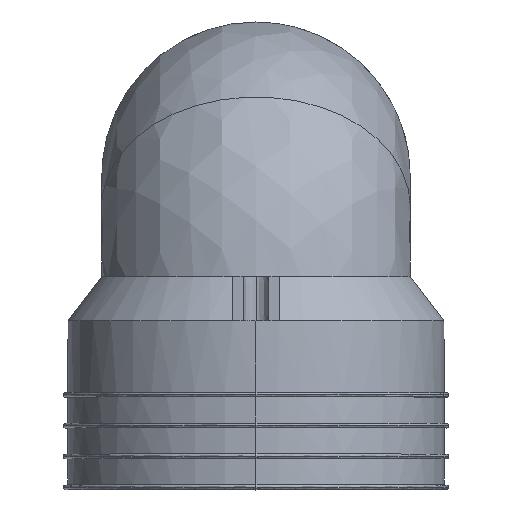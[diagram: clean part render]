
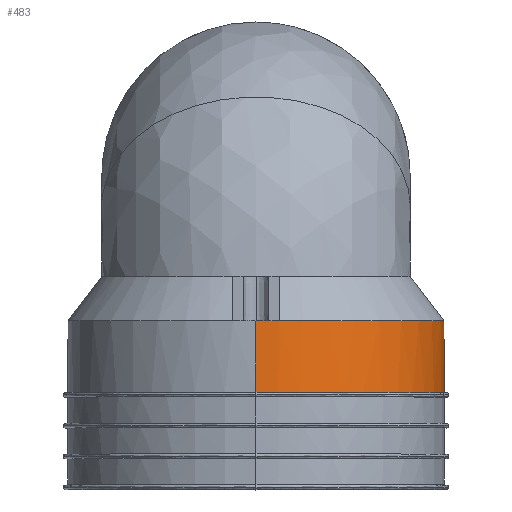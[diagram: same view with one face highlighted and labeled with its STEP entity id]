
A CAD part, top view. The second image highlights one B-rep face of the part: STEP entity #483.
In plain terms, the highlighted free-form (B-spline) face has degree [1, 8] with [2, 9] control points.
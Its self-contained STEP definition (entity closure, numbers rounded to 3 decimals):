
#483=ADVANCED_FACE('',(#601),#542,.F.);
#542=B_SPLINE_SURFACE_WITH_KNOTS('',1,8,((#2530,#2531,#2532,#2533,#2534,
#2535,#2536,#2537,#2538),(#2539,#2540,#2541,#2542,#2543,#2544,#2545,#2546,
#2547)),.UNSPECIFIED.,.F.,.F.,.F.,(2,2),(9,9),(0.,1.),(0.,1.),
 .UNSPECIFIED.);
#601=FACE_OUTER_BOUND('',#650,.T.);
#650=EDGE_LOOP('',(#758,#759,#760,#761,#762,#763,#764));
#758=ORIENTED_EDGE('',*,*,#1262,.F.);
#759=ORIENTED_EDGE('',*,*,#1263,.F.);
#760=ORIENTED_EDGE('',*,*,#1264,.F.);
#761=ORIENTED_EDGE('',*,*,#1265,.F.);
#762=ORIENTED_EDGE('',*,*,#1239,.T.);
#763=ORIENTED_EDGE('',*,*,#1261,.T.);
#764=ORIENTED_EDGE('',*,*,#1266,.F.);
#1092=VERTEX_POINT('',#2186);
#1093=VERTEX_POINT('',#2191);
#1110=VERTEX_POINT('',#2470);
#1111=VERTEX_POINT('',#2500);
#1112=VERTEX_POINT('',#2501);
#1113=VERTEX_POINT('',#2512);
#1114=VERTEX_POINT('',#2523);
#1239=EDGE_CURVE('',#1093,#1092,#1437,.T.);
#1261=EDGE_CURVE('',#1092,#1110,#1459,.T.);
#1262=EDGE_CURVE('',#1111,#1112,#1460,.T.);
#1263=EDGE_CURVE('',#1113,#1111,#1461,.T.);
#1264=EDGE_CURVE('',#1114,#1113,#1462,.T.);
#1265=EDGE_CURVE('',#1093,#1114,#1463,.T.);
#1266=EDGE_CURVE('',#1112,#1110,#1464,.T.);
#1437=B_SPLINE_CURVE_WITH_KNOTS('',3,(#2187,#2188,#2189,#2190),
 .UNSPECIFIED.,.F.,.F.,(4,4),(0.,1.),.UNSPECIFIED.);
#1459=B_SPLINE_CURVE_WITH_KNOTS('',8,(#2471,#2472,#2473,#2474,#2475,#2476,
#2477,#2478,#2479),.UNSPECIFIED.,.F.,.F.,(9,9),(0.,1.),.UNSPECIFIED.);
#1460=B_SPLINE_CURVE_WITH_KNOTS('',1,(#2498,#2499),.UNSPECIFIED.,.F.,.F.,
(2,2),(0.,1.),.UNSPECIFIED.);
#1461=B_SPLINE_CURVE_WITH_KNOTS('',3,(#2502,#2503,#2504,#2505,#2506,#2507,
#2508,#2509,#2510,#2511),.UNSPECIFIED.,.F.,.F.,(4,2,2,2,4),(0.,0.25,0.5,
0.75,1.),.UNSPECIFIED.);
#1462=B_SPLINE_CURVE_WITH_KNOTS('',3,(#2513,#2514,#2515,#2516,#2517,#2518,
#2519,#2520,#2521,#2522),.UNSPECIFIED.,.F.,.F.,(4,2,2,2,4),(0.,0.25,0.5,
0.75,1.),.UNSPECIFIED.);
#1463=B_SPLINE_CURVE_WITH_KNOTS('',1,(#2524,#2525),.UNSPECIFIED.,.F.,.F.,
(2,2),(0.,1.),.UNSPECIFIED.);
#1464=B_SPLINE_CURVE_WITH_KNOTS('',3,(#2526,#2527,#2528,#2529),
 .UNSPECIFIED.,.F.,.F.,(4,4),(0.,1.),.UNSPECIFIED.);
#2186=CARTESIAN_POINT('',(16.95,-27.04,214.75));
#2187=CARTESIAN_POINT('',(0.001,-30.,212.348));
#2188=CARTESIAN_POINT('',(5.749,-30.,212.348));
#2189=CARTESIAN_POINT('',(11.473,-29.013,213.165));
#2190=CARTESIAN_POINT('',(16.95,-27.04,214.75));
#2191=CARTESIAN_POINT('',(0.001,-30.,212.348));
#2470=CARTESIAN_POINT('',(7.501,-27.04,333.886));
#2471=CARTESIAN_POINT('',(16.95,-27.04,214.75));
#2472=CARTESIAN_POINT('',(36.996,-27.04,220.548));
#2473=CARTESIAN_POINT('',(54.776,-27.04,234.183));
#2474=CARTESIAN_POINT('',(66.714,-27.04,254.621));
#2475=CARTESIAN_POINT('',(69.802,-27.04,278.882));
#2476=CARTESIAN_POINT('',(62.927,-27.04,302.361));
#2477=CARTESIAN_POINT('',(47.918,-27.04,320.657));
#2478=CARTESIAN_POINT('',(28.211,-27.04,331.321));
#2479=CARTESIAN_POINT('',(7.501,-27.04,333.886));
#2498=CARTESIAN_POINT('',(0.001,-50.25,334.349));
#2499=CARTESIAN_POINT('',(0.001,-27.04,334.349));
#2500=CARTESIAN_POINT('',(0.001,-50.25,334.349));
#2501=CARTESIAN_POINT('',(0.001,-27.04,334.349));
#2502=CARTESIAN_POINT('',(61.002,-50.25,273.349));
#2503=CARTESIAN_POINT('',(61.002,-50.25,281.438));
#2504=CARTESIAN_POINT('',(59.454,-50.25,289.219));
#2505=CARTESIAN_POINT('',(53.263,-50.25,304.166));
#2506=CARTESIAN_POINT('',(48.855,-50.25,310.763));
#2507=CARTESIAN_POINT('',(37.415,-50.25,322.202));
#2508=CARTESIAN_POINT('',(30.818,-50.25,326.61));
#2509=CARTESIAN_POINT('',(15.871,-50.25,332.801));
#2510=CARTESIAN_POINT('',(8.09,-50.25,334.349));
#2511=CARTESIAN_POINT('',(0.001,-50.25,334.349));
#2512=CARTESIAN_POINT('',(61.002,-50.25,273.349));
#2513=CARTESIAN_POINT('',(0.001,-50.25,212.348));
#2514=CARTESIAN_POINT('',(8.09,-50.25,212.348));
#2515=CARTESIAN_POINT('',(15.871,-50.25,213.896));
#2516=CARTESIAN_POINT('',(30.818,-50.25,220.087));
#2517=CARTESIAN_POINT('',(37.415,-50.25,224.495));
#2518=CARTESIAN_POINT('',(48.855,-50.25,235.934));
#2519=CARTESIAN_POINT('',(53.263,-50.25,242.531));
#2520=CARTESIAN_POINT('',(59.454,-50.25,257.478));
#2521=CARTESIAN_POINT('',(61.002,-50.25,265.259));
#2522=CARTESIAN_POINT('',(61.002,-50.25,273.349));
#2523=CARTESIAN_POINT('',(0.001,-50.25,212.348));
#2524=CARTESIAN_POINT('',(0.001,-30.,212.348));
#2525=CARTESIAN_POINT('',(0.001,-50.25,212.348));
#2526=CARTESIAN_POINT('',(0.001,-27.04,334.349));
#2527=CARTESIAN_POINT('',(2.51,-27.04,334.349));
#2528=CARTESIAN_POINT('',(5.011,-27.04,334.195));
#2529=CARTESIAN_POINT('',(7.501,-27.04,333.886));
#2530=CARTESIAN_POINT('',(0.001,-27.04,212.348));
#2531=CARTESIAN_POINT('',(23.956,-27.04,212.347));
#2532=CARTESIAN_POINT('',(47.911,-27.04,223.103));
#2533=CARTESIAN_POINT('',(66.234,-27.04,244.587));
#2534=CARTESIAN_POINT('',(73.312,-27.04,273.349));
#2535=CARTESIAN_POINT('',(66.234,-27.04,302.11));
#2536=CARTESIAN_POINT('',(47.911,-27.04,323.594));
#2537=CARTESIAN_POINT('',(23.956,-27.04,334.35));
#2538=CARTESIAN_POINT('',(0.001,-27.04,334.349));
#2539=CARTESIAN_POINT('',(0.001,-50.25,212.348));
#2540=CARTESIAN_POINT('',(23.956,-50.25,212.347));
#2541=CARTESIAN_POINT('',(47.911,-50.25,223.103));
#2542=CARTESIAN_POINT('',(66.234,-50.25,244.587));
#2543=CARTESIAN_POINT('',(73.312,-50.25,273.349));
#2544=CARTESIAN_POINT('',(66.234,-50.25,302.11));
#2545=CARTESIAN_POINT('',(47.911,-50.25,323.594));
#2546=CARTESIAN_POINT('',(23.956,-50.25,334.35));
#2547=CARTESIAN_POINT('',(0.001,-50.25,334.349));
